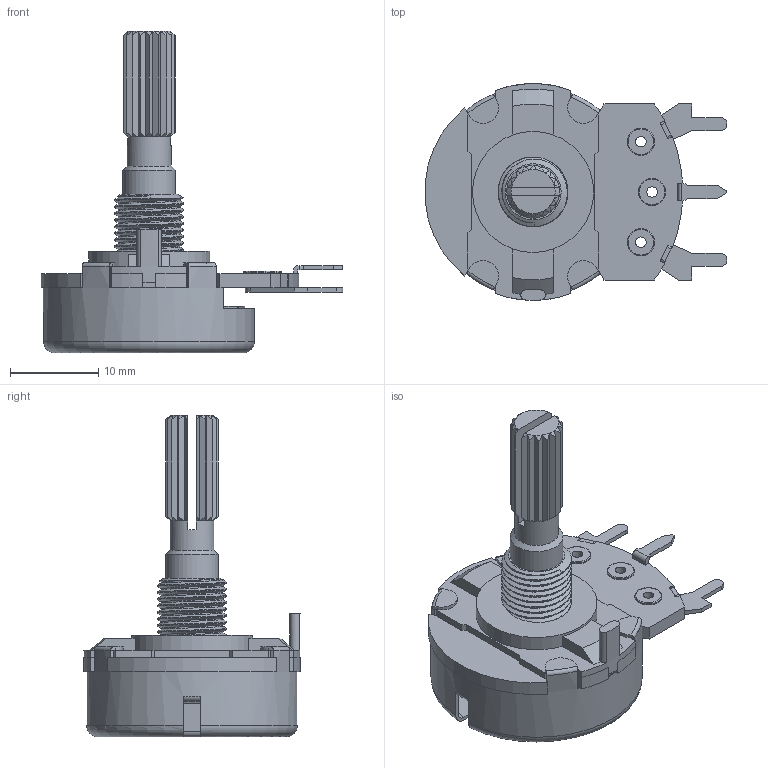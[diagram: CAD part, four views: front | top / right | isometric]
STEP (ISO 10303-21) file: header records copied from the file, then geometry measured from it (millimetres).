
FILE_DESCRIPTION(/* description */ (''),/* implementation_level */ '2;1');
FILE_NAME(/* name */ 'RV24AF-22-25K.step',/* time_stamp */ '2022-04-10T22:36:33+03:00',/* author */ (''),/* organization */ (''),/* preprocessor_version */ 'ST-DEVELOPER v18.1',/* originating_system */ 'Autodesk Translation Framework v10.14.0.1471',/* authorisation */ '');
FILE_SCHEMA (('AUTOMOTIVE_DESIGN { 1 0 10303 214 3 1 1 }'));
Length unit declared in the file: millimetre
Products named in the file (1): RV24AF-22-25K
Bounding box: 34.26 x 24.6 x 36.5 mm (x, y, z)
Volume: 3008 mm3; surface area: 7042 mm2
Topology: 11 solids, 11 shells, 468 faces, 1192 edges, 746 vertices
Faces by surface type: plane 250, cylinder 127, cone 44, bspline 31, torus 16
Full cylindrical faces by diameter (mm): 0.8 x4, 1 x2, 1.2 x3, 2 x9, 3 x1, 3.1 x3, 5 x1, 6 x3, 7.048 x3, 7.908 x4, 8 x3, 9 x1, 13.75 x1, 23.2 x1, 24 x1
Entity records: 16861 total; most frequent: CARTESIAN_POINT 5753, ORIENTED_EDGE 2384, DIRECTION 2189, EDGE_CURVE 1192, AXIS2_PLACEMENT_3D 775, VERTEX_POINT 746, LINE 639, VECTOR 639
